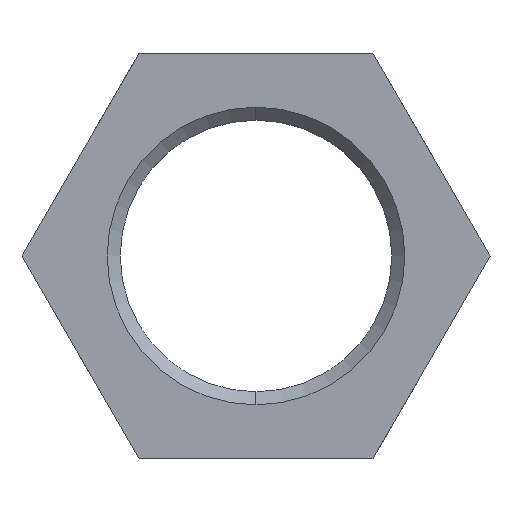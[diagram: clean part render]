
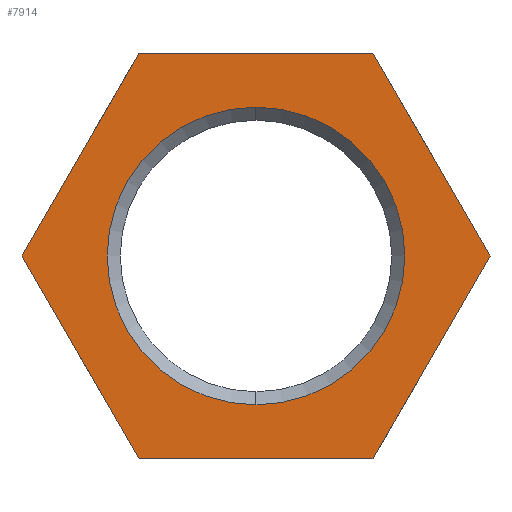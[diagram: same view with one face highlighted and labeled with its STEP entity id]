
A CAD part, left-side view. The second image highlights one B-rep face of the part: STEP entity #7914.
In plain terms, the highlighted planar face has unit normal (-1, 0, 0).
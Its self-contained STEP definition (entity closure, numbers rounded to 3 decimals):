
#126 = LINE ( 'NONE', #11757, #12782 ) ;
#362 = CARTESIAN_POINT ( 'NONE',  ( -9., 0., 0. ) ) ;
#580 = DIRECTION ( 'NONE',  ( 0., -1., 0. ) ) ;
#703 = VERTEX_POINT ( 'NONE', #5956 ) ;
#953 = VERTEX_POINT ( 'NONE', #10507 ) ;
#1097 = ORIENTED_EDGE ( 'NONE', *, *, #8013, .F. ) ;
#1225 = ORIENTED_EDGE ( 'NONE', *, *, #9573, .F. ) ;
#1802 = VECTOR ( 'NONE', #9448, 1000. ) ;
#2027 = VECTOR ( 'NONE', #580, 1000. ) ;
#2115 = VERTEX_POINT ( 'NONE', #5199 ) ;
#2425 = VERTEX_POINT ( 'NONE', #5090 ) ;
#2591 = DIRECTION ( 'NONE',  ( 0., 0., -1. ) ) ;
#2662 = VECTOR ( 'NONE', #12805, 1000. ) ;
#2860 = AXIS2_PLACEMENT_3D ( 'NONE', #5711, #7859, #11102 ) ;
#2893 = CARTESIAN_POINT ( 'NONE',  ( -9., 3.088, -30.651 ) ) ;
#3090 = CIRCLE ( 'NONE', #7500, 13.22 ) ;
#3123 = EDGE_CURVE ( 'NONE', #2115, #7512, #11386, .T. ) ;
#3253 = AXIS2_PLACEMENT_3D ( 'NONE', #362, #9135, #2591 ) ;
#3520 = VERTEX_POINT ( 'NONE', #10983 ) ;
#3521 = FACE_OUTER_BOUND ( 'NONE', #5119, .T. ) ;
#4220 = DIRECTION ( 'NONE',  ( 0., -0.5, 0.866 ) ) ;
#4245 = EDGE_CURVE ( 'NONE', #7512, #2115, #3090, .T. ) ;
#4869 = CARTESIAN_POINT ( 'NONE',  ( -9., 25., 18. ) ) ;
#5090 = CARTESIAN_POINT ( 'NONE',  ( -9., 10.392, 18. ) ) ;
#5119 = EDGE_LOOP ( 'NONE', ( #12045, #5999, #1225, #10515, #11362, #1097 ) ) ;
#5172 = DIRECTION ( 'NONE',  ( 0., 0., -1. ) ) ;
#5199 = CARTESIAN_POINT ( 'NONE',  ( -9., 0., 13.22 ) ) ;
#5581 = ORIENTED_EDGE ( 'NONE', *, *, #4245, .T. ) ;
#5711 = CARTESIAN_POINT ( 'NONE',  ( -9., 22.06, 0. ) ) ;
#5956 = CARTESIAN_POINT ( 'NONE',  ( -9., 20.785, 0. ) ) ;
#5958 = CARTESIAN_POINT ( 'NONE',  ( -9., -25., -18. ) ) ;
#5999 = ORIENTED_EDGE ( 'NONE', *, *, #7498, .F. ) ;
#6113 = DIRECTION ( 'NONE',  ( 0., 0.5, 0.866 ) ) ;
#6288 = ORIENTED_EDGE ( 'NONE', *, *, #3123, .T. ) ;
#6308 = VERTEX_POINT ( 'NONE', #12794 ) ;
#6974 = DIRECTION ( 'NONE',  ( 0., 1., 0. ) ) ;
#7344 = CARTESIAN_POINT ( 'NONE',  ( -9., -3.088, 30.651 ) ) ;
#7418 = EDGE_CURVE ( 'NONE', #703, #2425, #126, .T. ) ;
#7498 = EDGE_CURVE ( 'NONE', #3520, #953, #13104, .T. ) ;
#7500 = AXIS2_PLACEMENT_3D ( 'NONE', #9512, #11447, #5172 ) ;
#7512 = VERTEX_POINT ( 'NONE', #8602 ) ;
#7802 = FACE_BOUND ( 'NONE', #8587, .T. ) ;
#7859 = DIRECTION ( 'NONE',  ( -1., 0., 0. ) ) ;
#7914 = ADVANCED_FACE ( 'NONE', ( #3521, #7802 ), #13136, .T. ) ;
#8013 = EDGE_CURVE ( 'NONE', #9691, #6308, #8642, .T. ) ;
#8424 = LINE ( 'NONE', #4869, #2027 ) ;
#8587 = EDGE_LOOP ( 'NONE', ( #6288, #5581 ) ) ;
#8602 = CARTESIAN_POINT ( 'NONE',  ( -9., 0., -13.22 ) ) ;
#8642 = LINE ( 'NONE', #5958, #8971 ) ;
#8971 = VECTOR ( 'NONE', #6974, 1000. ) ;
#9135 = DIRECTION ( 'NONE',  ( 1., 0., 0. ) ) ;
#9401 = CARTESIAN_POINT ( 'NONE',  ( -9., -28.088, 12.651 ) ) ;
#9448 = DIRECTION ( 'NONE',  ( 0., 0.5, -0.866 ) ) ;
#9512 = CARTESIAN_POINT ( 'NONE',  ( -9., 0., 0. ) ) ;
#9573 = EDGE_CURVE ( 'NONE', #2425, #3520, #8424, .T. ) ;
#9691 = VERTEX_POINT ( 'NONE', #12982 ) ;
#10000 = EDGE_CURVE ( 'NONE', #6308, #703, #13486, .T. ) ;
#10507 = CARTESIAN_POINT ( 'NONE',  ( -9., -20.785, 0. ) ) ;
#10515 = ORIENTED_EDGE ( 'NONE', *, *, #7418, .F. ) ;
#10666 = EDGE_CURVE ( 'NONE', #953, #9691, #11063, .T. ) ;
#10983 = CARTESIAN_POINT ( 'NONE',  ( -9., -10.392, 18. ) ) ;
#11063 = LINE ( 'NONE', #9401, #1802 ) ;
#11102 = DIRECTION ( 'NONE',  ( 0., 0., 1. ) ) ;
#11362 = ORIENTED_EDGE ( 'NONE', *, *, #10000, .F. ) ;
#11386 = CIRCLE ( 'NONE', #3253, 13.22 ) ;
#11447 = DIRECTION ( 'NONE',  ( 1., 0., 0. ) ) ;
#11757 = CARTESIAN_POINT ( 'NONE',  ( -9., 28.088, -12.651 ) ) ;
#12045 = ORIENTED_EDGE ( 'NONE', *, *, #10666, .F. ) ;
#12782 = VECTOR ( 'NONE', #4220, 1000. ) ;
#12794 = CARTESIAN_POINT ( 'NONE',  ( -9., 10.392, -18. ) ) ;
#12805 = DIRECTION ( 'NONE',  ( 0., -0.5, -0.866 ) ) ;
#12982 = CARTESIAN_POINT ( 'NONE',  ( -9., -10.392, -18. ) ) ;
#13104 = LINE ( 'NONE', #7344, #2662 ) ;
#13136 = PLANE ( 'NONE',  #2860 ) ;
#13143 = VECTOR ( 'NONE', #6113, 1000. ) ;
#13486 = LINE ( 'NONE', #2893, #13143 ) ;
